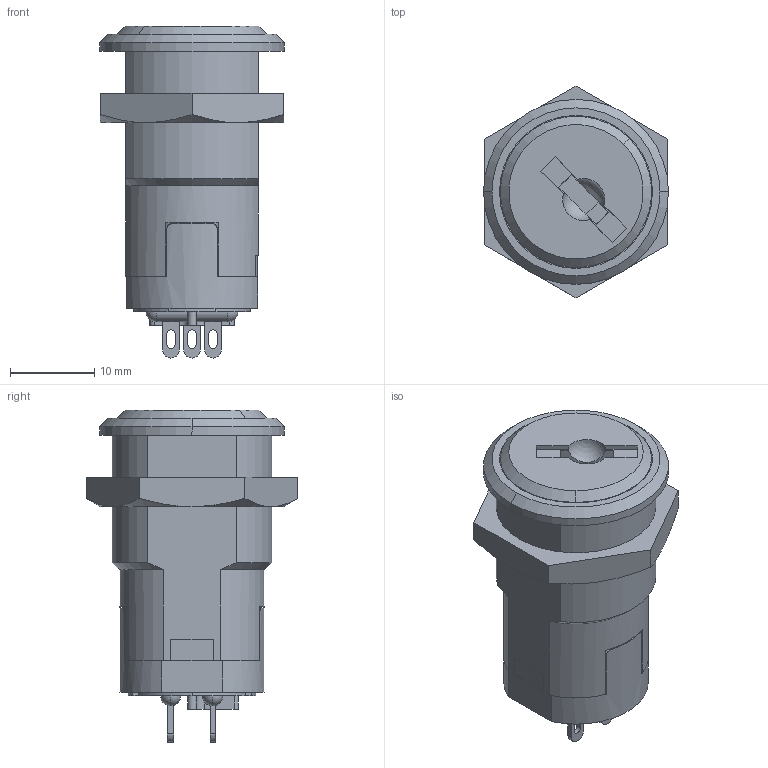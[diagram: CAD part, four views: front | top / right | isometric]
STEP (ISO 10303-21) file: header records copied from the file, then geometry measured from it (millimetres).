
FILE_DESCRIPTION (( 'STEP AP203' ), '1' );
FILE_NAME ('S-187-90-E-1.STEP', '2020-07-28T00:27:45', ( '' ), ( '' ), 'SwSTEP 2.0', 'SolidWorks 2018', '' );
FILE_SCHEMA (( 'CONFIG_CONTROL_DESIGN' ));
Length unit declared in the file: millimetre
Products named in the file (7): S-187-90-E-1_ナット_; S-187-90-E-1_ストッパー_; S-187-90-E-1_シリンダーケース_; S-187-90-E-1; S-187-90-E-1_スリーブ_; S-187-90-E-1_スイッチ_; S-187-90-E-1_プラグ_
Assembly tree (6 placements, depth 2):
  S-187-90-E-1
    S-187-90-E-1_スリーブ_
    S-187-90-E-1_シリンダーケース_
    S-187-90-E-1_プラグ_
    S-187-90-E-1_スイッチ_
    S-187-90-E-1_ナット_
    S-187-90-E-1_ストッパー_
Bounding box: 22 x 25.17 x 39.5 mm (x, y, z)
Volume: 7657.9 mm3; surface area: 8787.5 mm2
Topology: 6 solids, 6 shells, 242 faces, 674 edges, 435 vertices
Faces by surface type: plane 129, cylinder 85, cone 18, torus 8, sphere 2
Entity records: 8642 total; most frequent: CARTESIAN_POINT 1562, DIRECTION 1379, ORIENTED_EDGE 1324, EDGE_CURVE 662, AXIS2_PLACEMENT_3D 502, VERTEX_POINT 433, VECTOR 375, LINE 375
